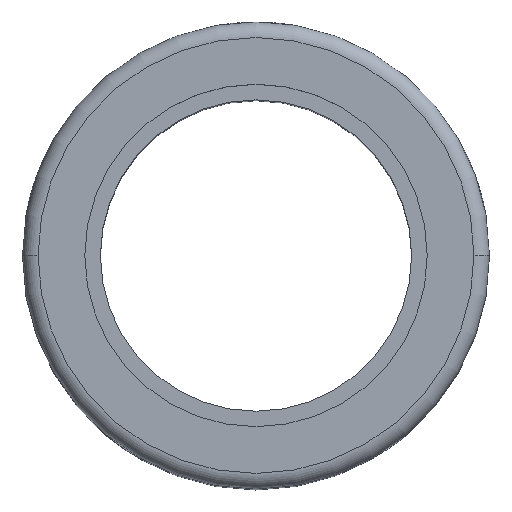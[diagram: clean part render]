
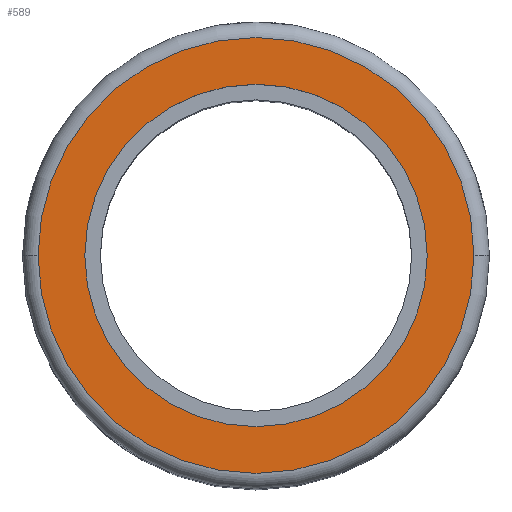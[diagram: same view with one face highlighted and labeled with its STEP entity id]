
A CAD part, top view. The second image highlights one B-rep face of the part: STEP entity #589.
In plain terms, the highlighted planar face has unit normal (0, 0, 1).
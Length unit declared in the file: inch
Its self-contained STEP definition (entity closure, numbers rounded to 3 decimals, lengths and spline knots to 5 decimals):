
#17 = CIRCLE ( 'NONE', #543, 0.30315 ) ;
#111 = CIRCLE ( 'NONE', #2448, 0.30315 ) ;
#153 = DIRECTION ( 'NONE',  ( 0., 0., 1. ) ) ;
#167 = ORIENTED_EDGE ( 'NONE', *, *, #2054, .F. ) ;
#204 = CIRCLE ( 'NONE', #1871, 0.38583 ) ;
#297 = VERTEX_POINT ( 'NONE', #1298 ) ;
#422 = EDGE_CURVE ( 'NONE', #1372, #297, #2554, .T. ) ;
#543 = AXIS2_PLACEMENT_3D ( 'NONE', #2785, #2184, #610 ) ;
#561 = DIRECTION ( 'NONE',  ( 1., 0., 0. ) ) ;
#584 = CARTESIAN_POINT ( 'NONE',  ( 0., 0., 0.55118 ) ) ;
#586 = VERTEX_POINT ( 'NONE', #1818 ) ;
#589 = ADVANCED_FACE ( 'NONE', ( #2747, #2298 ), #2078, .F. ) ;
#610 = DIRECTION ( 'NONE',  ( 1., 0., 0. ) ) ;
#624 = ORIENTED_EDGE ( 'NONE', *, *, #1319, .T. ) ;
#787 = DIRECTION ( 'NONE',  ( 0., 0., -1. ) ) ;
#845 = EDGE_LOOP ( 'NONE', ( #167, #908 ) ) ;
#908 = ORIENTED_EDGE ( 'NONE', *, *, #1379, .F. ) ;
#1043 = DIRECTION ( 'NONE',  ( -1., 0., 0. ) ) ;
#1242 = CARTESIAN_POINT ( 'NONE',  ( 0., 0., 0.55118 ) ) ;
#1298 = CARTESIAN_POINT ( 'NONE',  ( -0.38583, 0., 0.55118 ) ) ;
#1319 = EDGE_CURVE ( 'NONE', #297, #1372, #204, .T. ) ;
#1372 = VERTEX_POINT ( 'NONE', #1852 ) ;
#1379 = EDGE_CURVE ( 'NONE', #1900, #586, #17, .T. ) ;
#1480 = CARTESIAN_POINT ( 'NONE',  ( 0., 0.38583, 0.55118 ) ) ;
#1653 = AXIS2_PLACEMENT_3D ( 'NONE', #1480, #787, #1043 ) ;
#1654 = CARTESIAN_POINT ( 'NONE',  ( 0., 0., 0.55118 ) ) ;
#1752 = ORIENTED_EDGE ( 'NONE', *, *, #422, .T. ) ;
#1818 = CARTESIAN_POINT ( 'NONE',  ( 0.30315, 0., 0.55118 ) ) ;
#1852 = CARTESIAN_POINT ( 'NONE',  ( 0.38583, 0., 0.55118 ) ) ;
#1871 = AXIS2_PLACEMENT_3D ( 'NONE', #1654, #2777, #2059 ) ;
#1900 = VERTEX_POINT ( 'NONE', #2908 ) ;
#2054 = EDGE_CURVE ( 'NONE', #586, #1900, #111, .T. ) ;
#2059 = DIRECTION ( 'NONE',  ( 1., 0., 0. ) ) ;
#2078 = PLANE ( 'NONE',  #1653 ) ;
#2159 = DIRECTION ( 'NONE',  ( 1., 0., 0. ) ) ;
#2184 = DIRECTION ( 'NONE',  ( 0., 0., 1. ) ) ;
#2296 = EDGE_LOOP ( 'NONE', ( #1752, #624 ) ) ;
#2298 = FACE_OUTER_BOUND ( 'NONE', #2296, .T. ) ;
#2448 = AXIS2_PLACEMENT_3D ( 'NONE', #584, #153, #561 ) ;
#2554 = CIRCLE ( 'NONE', #2657, 0.38583 ) ;
#2618 = DIRECTION ( 'NONE',  ( 0., 0., 1. ) ) ;
#2657 = AXIS2_PLACEMENT_3D ( 'NONE', #1242, #2618, #2159 ) ;
#2747 = FACE_BOUND ( 'NONE', #845, .T. ) ;
#2777 = DIRECTION ( 'NONE',  ( 0., 0., 1. ) ) ;
#2785 = CARTESIAN_POINT ( 'NONE',  ( 0., 0., 0.55118 ) ) ;
#2908 = CARTESIAN_POINT ( 'NONE',  ( -0.30315, 0., 0.55118 ) ) ;
